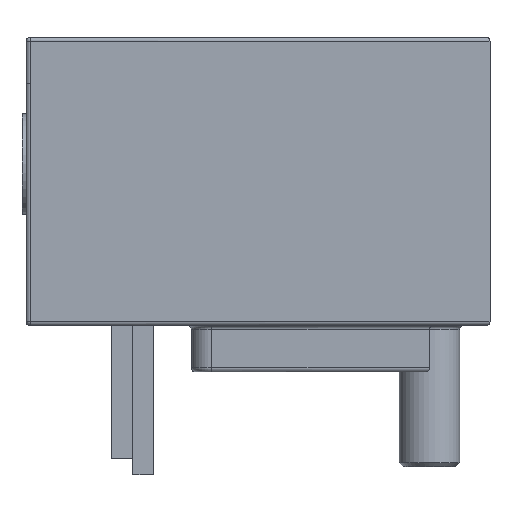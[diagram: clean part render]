
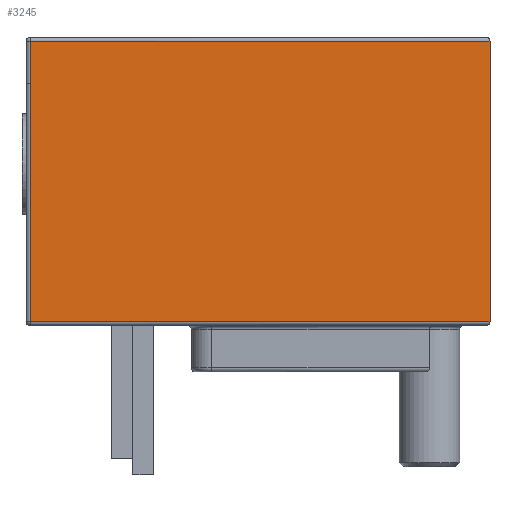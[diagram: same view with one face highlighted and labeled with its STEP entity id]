
A CAD part, front view. The second image highlights one B-rep face of the part: STEP entity #3245.
In plain terms, the highlighted planar face has unit normal (0, -1, 0).
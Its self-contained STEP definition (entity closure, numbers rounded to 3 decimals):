
#159=PLANE('',#3646);
#522=FACE_OUTER_BOUND('',#730,.T.);
#730=EDGE_LOOP('',(#2816,#2817,#2818,#2819,#2820));
#936=LINE('',#5761,#1190);
#938=LINE('',#5764,#1192);
#941=LINE('',#5770,#1195);
#977=LINE('',#5890,#1231);
#1003=LINE('',#5970,#1257);
#1190=VECTOR('',#4200,10.);
#1192=VECTOR('',#4204,10.);
#1195=VECTOR('',#4209,10.);
#1231=VECTOR('',#4355,10.);
#1257=VECTOR('',#4443,1000.);
#1479=VERTEX_POINT('',#5695);
#1490=VERTEX_POINT('',#5733);
#1498=VERTEX_POINT('',#5754);
#1500=VERTEX_POINT('',#5759);
#1502=VERTEX_POINT('',#5769);
#1854=EDGE_CURVE('',#1500,#1498,#936,.T.);
#1856=EDGE_CURVE('',#1490,#1500,#938,.T.);
#1859=EDGE_CURVE('',#1498,#1502,#941,.T.);
#1924=EDGE_CURVE('',#1479,#1490,#977,.T.);
#1967=EDGE_CURVE('',#1502,#1479,#1003,.T.);
#2816=ORIENTED_EDGE('',*,*,#1924,.F.);
#2817=ORIENTED_EDGE('',*,*,#1967,.F.);
#2818=ORIENTED_EDGE('',*,*,#1859,.F.);
#2819=ORIENTED_EDGE('',*,*,#1854,.F.);
#2820=ORIENTED_EDGE('',*,*,#1856,.F.);
#3245=ADVANCED_FACE('',(#522),#159,.T.);
#3646=AXIS2_PLACEMENT_3D('',#6139,#4602,#4603);
#4200=DIRECTION('',(0.,0.,1.));
#4204=DIRECTION('',(0.,0.,1.));
#4209=DIRECTION('',(1.,0.,0.));
#4355=DIRECTION('',(-1.,0.,0.));
#4443=DIRECTION('',(0.,0.,-1.));
#4602=DIRECTION('center_axis',(0.,-1.,0.));
#4603=DIRECTION('ref_axis',(0.,0.,-1.));
#5695=CARTESIAN_POINT('',(5.75,-5.5,1.25));
#5733=CARTESIAN_POINT('',(-5.65,-5.5,1.25));
#5754=CARTESIAN_POINT('',(-5.65,-5.5,8.2));
#5759=CARTESIAN_POINT('',(-5.65,-5.5,7.15));
#5761=CARTESIAN_POINT('',(-5.65,-5.5,8.15));
#5764=CARTESIAN_POINT('',(-5.65,-5.5,8.15));
#5769=CARTESIAN_POINT('',(5.75,-5.5,8.2));
#5770=CARTESIAN_POINT('',(-5.75,-5.5,8.2));
#5890=CARTESIAN_POINT('',(-5.75,-5.5,1.25));
#5970=CARTESIAN_POINT('',(5.75,-5.5,8.15));
#6139=CARTESIAN_POINT('Origin',(-5.75,-5.5,8.15));
